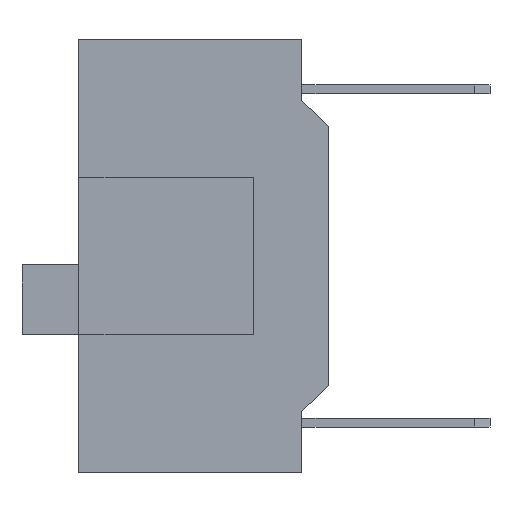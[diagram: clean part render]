
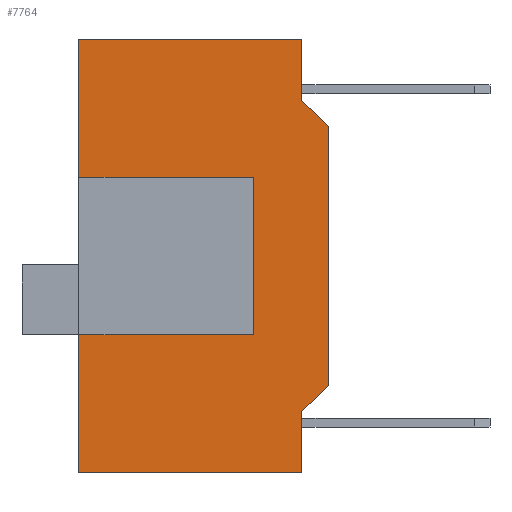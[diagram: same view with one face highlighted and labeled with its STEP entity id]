
A CAD part, left-side view. The second image highlights one B-rep face of the part: STEP entity #7764.
In plain terms, the highlighted planar face has unit normal (-1, 0, 0).
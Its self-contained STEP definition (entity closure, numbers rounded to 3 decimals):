
#7758 = VERTEX_POINT ( 'NONE', #27781 ) ;
#7759 = VERTEX_POINT ( 'NONE', #27684 ) ;
#7760 = ORIENTED_EDGE ( 'NONE', *, *, #7765, .F. ) ;
#7762 = EDGE_CURVE ( 'NONE', #7758, #10878, #27787, .T. ) ;
#7764 = ADVANCED_FACE ( 'NONE', ( #27778 ), #27775, .T. ) ;
#7765 = EDGE_CURVE ( 'NONE', #7758, #7759, #27770, .T. ) ;
#7767 = ORIENTED_EDGE ( 'NONE', *, *, #7762, .T. ) ;
#7771 = EDGE_LOOP ( 'NONE', ( #7760, #7767, #7777, #7772, #14266, #14272, #14270, #9388, #11811, #11703, #11701, #11780 ) ) ;
#7772 = ORIENTED_EDGE ( 'NONE', *, *, #14260, .T. ) ;
#7777 = ORIENTED_EDGE ( 'NONE', *, *, #10877, .T. ) ;
#9388 = ORIENTED_EDGE ( 'NONE', *, *, #11810, .T. ) ;
#9920 = VERTEX_POINT ( 'NONE', #17583 ) ;
#9923 = EDGE_CURVE ( 'NONE', #9920, #14261, #17627, .T. ) ;
#10874 = VERTEX_POINT ( 'NONE', #21550 ) ;
#10877 = EDGE_CURVE ( 'NONE', #10878, #10874, #21531, .T. ) ;
#10878 = VERTEX_POINT ( 'NONE', #21538 ) ;
#10933 = EDGE_CURVE ( 'NONE', #10936, #10944, #21912, .T. ) ;
#10936 = VERTEX_POINT ( 'NONE', #21913 ) ;
#10944 = VERTEX_POINT ( 'NONE', #21873 ) ;
#11334 = VERTEX_POINT ( 'NONE', #23076 ) ;
#11336 = VERTEX_POINT ( 'NONE', #23070 ) ;
#11346 = EDGE_CURVE ( 'NONE', #11336, #11334, #23068, .T. ) ;
#11387 = EDGE_CURVE ( 'NONE', #11388, #11453, #23137, .T. ) ;
#11388 = VERTEX_POINT ( 'NONE', #23173 ) ;
#11453 = VERTEX_POINT ( 'NONE', #23271 ) ;
#11701 = ORIENTED_EDGE ( 'NONE', *, *, #10933, .T. ) ;
#11703 = ORIENTED_EDGE ( 'NONE', *, *, #11779, .F. ) ;
#11773 = EDGE_CURVE ( 'NONE', #7759, #10944, #24772, .T. ) ;
#11779 = EDGE_CURVE ( 'NONE', #10936, #11453, #24806, .T. ) ;
#11780 = ORIENTED_EDGE ( 'NONE', *, *, #11773, .F. ) ;
#11810 = EDGE_CURVE ( 'NONE', #9920, #11388, #24807, .T. ) ;
#11811 = ORIENTED_EDGE ( 'NONE', *, *, #11387, .T. ) ;
#14260 = EDGE_CURVE ( 'NONE', #10874, #11336, #26808, .T. ) ;
#14261 = VERTEX_POINT ( 'NONE', #26861 ) ;
#14266 = ORIENTED_EDGE ( 'NONE', *, *, #11346, .T. ) ;
#14270 = ORIENTED_EDGE ( 'NONE', *, *, #9923, .F. ) ;
#14272 = ORIENTED_EDGE ( 'NONE', *, *, #14273, .T. ) ;
#14273 = EDGE_CURVE ( 'NONE', #11334, #14261, #26846, .T. ) ;
#17583 = CARTESIAN_POINT ( 'NONE',  ( -1.77, 0., -0.86 ) ) ;
#17616 = DIRECTION ( 'NONE',  ( 0., 0., -1. ) ) ;
#17617 = VECTOR ( 'NONE', #17616, 1000. ) ;
#17618 = CARTESIAN_POINT ( 'NONE',  ( -1.77, 0., 1.14 ) ) ;
#17627 = LINE ( 'NONE', #17618, #17617 ) ;
#21528 = DIRECTION ( 'NONE',  ( 0., 0., -1. ) ) ;
#21529 = VECTOR ( 'NONE', #21528, 1000. ) ;
#21530 = CARTESIAN_POINT ( 'NONE',  ( -1.77, 5.7, 1.14 ) ) ;
#21531 = LINE ( 'NONE', #21530, #21529 ) ;
#21538 = CARTESIAN_POINT ( 'NONE',  ( -1.77, 5.7, -5.61 ) ) ;
#21550 = CARTESIAN_POINT ( 'NONE',  ( -1.77, 5.7, -8.76 ) ) ;
#21873 = CARTESIAN_POINT ( 'NONE',  ( -1.77, 5.7, -2.01 ) ) ;
#21886 = VECTOR ( 'NONE', #21909, 1000. ) ;
#21909 = DIRECTION ( 'NONE',  ( 0., 0., -1. ) ) ;
#21911 = CARTESIAN_POINT ( 'NONE',  ( -1.77, 5.7, 1.14 ) ) ;
#21912 = LINE ( 'NONE', #21911, #21886 ) ;
#21913 = CARTESIAN_POINT ( 'NONE',  ( -1.77, 5.7, 1.14 ) ) ;
#23068 = LINE ( 'NONE', #23114, #23113 ) ;
#23070 = CARTESIAN_POINT ( 'NONE',  ( -1.77, 0.6, -8.76 ) ) ;
#23076 = CARTESIAN_POINT ( 'NONE',  ( -1.77, 0.6, -7.36 ) ) ;
#23112 = DIRECTION ( 'NONE',  ( 0., 0., 1. ) ) ;
#23113 = VECTOR ( 'NONE', #23112, 1000. ) ;
#23114 = CARTESIAN_POINT ( 'NONE',  ( -1.77, 0.6, -7.36 ) ) ;
#23137 = LINE ( 'NONE', #23172, #23171 ) ;
#23170 = DIRECTION ( 'NONE',  ( 0., 0., 1. ) ) ;
#23171 = VECTOR ( 'NONE', #23170, 1000. ) ;
#23172 = CARTESIAN_POINT ( 'NONE',  ( -1.77, 0.6, -0.26 ) ) ;
#23173 = CARTESIAN_POINT ( 'NONE',  ( -1.77, 0.6, -0.26 ) ) ;
#23271 = CARTESIAN_POINT ( 'NONE',  ( -1.77, 0.6, 1.14 ) ) ;
#24769 = DIRECTION ( 'NONE',  ( 0., 1., 0. ) ) ;
#24770 = VECTOR ( 'NONE', #24769, 1000. ) ;
#24771 = CARTESIAN_POINT ( 'NONE',  ( -1.77, 1.7, -2.01 ) ) ;
#24772 = LINE ( 'NONE', #24771, #24770 ) ;
#24800 = DIRECTION ( 'NONE',  ( 0., 0.707, 0.707 ) ) ;
#24801 = VECTOR ( 'NONE', #24800, 1000. ) ;
#24803 = DIRECTION ( 'NONE',  ( 0., -1., 0. ) ) ;
#24804 = VECTOR ( 'NONE', #24803, 1000. ) ;
#24805 = CARTESIAN_POINT ( 'NONE',  ( -1.77, 5.7, 1.14 ) ) ;
#24806 = LINE ( 'NONE', #24805, #24804 ) ;
#24807 = LINE ( 'NONE', #24811, #24801 ) ;
#24811 = CARTESIAN_POINT ( 'NONE',  ( -1.77, 0., -0.86 ) ) ;
#26808 = LINE ( 'NONE', #26856, #26855 ) ;
#26845 = CARTESIAN_POINT ( 'NONE',  ( -1.77, 0., -6.76 ) ) ;
#26846 = LINE ( 'NONE', #26845, #26857 ) ;
#26854 = DIRECTION ( 'NONE',  ( 0., -1., 0. ) ) ;
#26855 = VECTOR ( 'NONE', #26854, 1000. ) ;
#26856 = CARTESIAN_POINT ( 'NONE',  ( -1.77, 5.7, -8.76 ) ) ;
#26857 = VECTOR ( 'NONE', #26860, 1000. ) ;
#26860 = DIRECTION ( 'NONE',  ( 0., -0.707, 0.707 ) ) ;
#26861 = CARTESIAN_POINT ( 'NONE',  ( -1.77, 0., -6.76 ) ) ;
#27684 = CARTESIAN_POINT ( 'NONE',  ( -1.77, 1.7, -2.01 ) ) ;
#27767 = AXIS2_PLACEMENT_3D ( 'NONE', #27803, #27802, #27801 ) ;
#27768 = DIRECTION ( 'NONE',  ( 0., 1., 0. ) ) ;
#27769 = VECTOR ( 'NONE', #27768, 1000. ) ;
#27770 = LINE ( 'NONE', #27798, #27797 ) ;
#27775 = PLANE ( 'NONE',  #27767 ) ;
#27778 = FACE_OUTER_BOUND ( 'NONE', #7771, .T. ) ;
#27781 = CARTESIAN_POINT ( 'NONE',  ( -1.77, 1.7, -5.61 ) ) ;
#27786 = CARTESIAN_POINT ( 'NONE',  ( -1.77, 1.7, -5.61 ) ) ;
#27787 = LINE ( 'NONE', #27786, #27769 ) ;
#27796 = DIRECTION ( 'NONE',  ( 0., 0., 1. ) ) ;
#27797 = VECTOR ( 'NONE', #27796, 1000. ) ;
#27798 = CARTESIAN_POINT ( 'NONE',  ( -1.77, 1.7, -5.61 ) ) ;
#27801 = DIRECTION ( 'NONE',  ( 0., 0., 1. ) ) ;
#27802 = DIRECTION ( 'NONE',  ( -1., 0., 0. ) ) ;
#27803 = CARTESIAN_POINT ( 'NONE',  ( -1.77, 5.7, 1.14 ) ) ;
